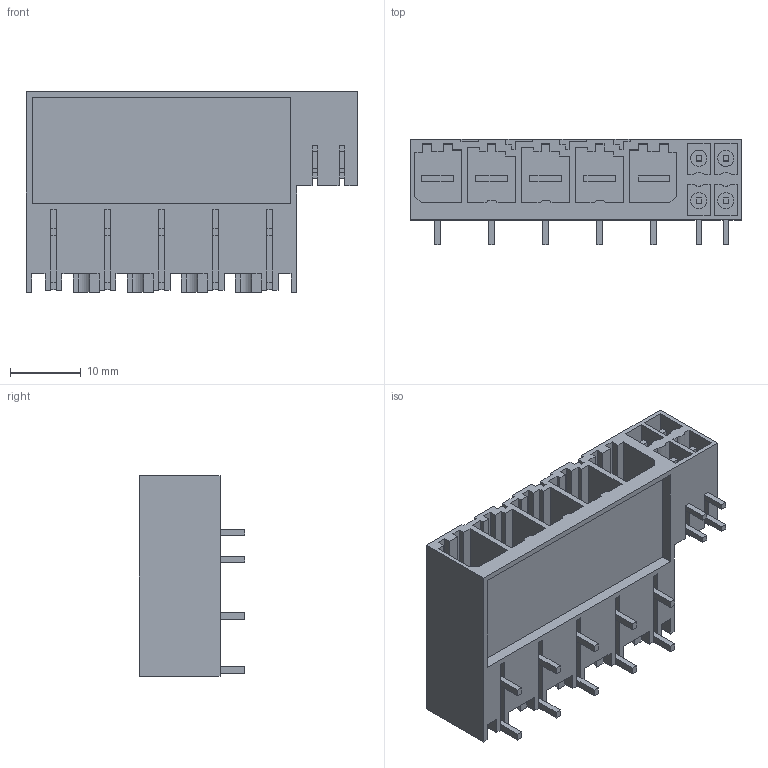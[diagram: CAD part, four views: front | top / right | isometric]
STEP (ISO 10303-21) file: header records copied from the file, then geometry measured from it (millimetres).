
FILE_DESCRIPTION(('CATIA V5R24 STEP','CAx-IF Rec.Pracs.--- Model Styling and Organization---1.2---2011-12-15'),'2;1');
FILE_NAME ('D1448415_0', '2017-05-10T10:03:56+00:00', ('Weidmueller Interface'), ('Weidmueller'), 'CATIA Version 5-6 Release 2014 SP4 HF52', 'CATIA V5 STEP AP214', 'none');
FILE_SCHEMA(('AUTOMOTIVE_DESIGN { 1 0 10303 214 1 1 1 1 }'));
Length unit declared in the file: millimetre
Products named in the file (1): 1090520000
Bounding box: 46.69 x 14.9 x 28.3 mm (x, y, z)
Volume: 6925.9 mm3; surface area: 11056.9 mm2
Topology: 10 solids, 10 shells, 636 faces, 1847 edges, 1238 vertices
Faces by surface type: plane 564, cylinder 72
Entity records: 20011 total; most frequent: ORIENTED_EDGE 3694, CARTESIAN_POINT 3514, DIRECTION 2669, EDGE_CURVE 1847, VECTOR 1687, LINE 1687, VERTEX_POINT 1238, EDGE_LOOP 661
